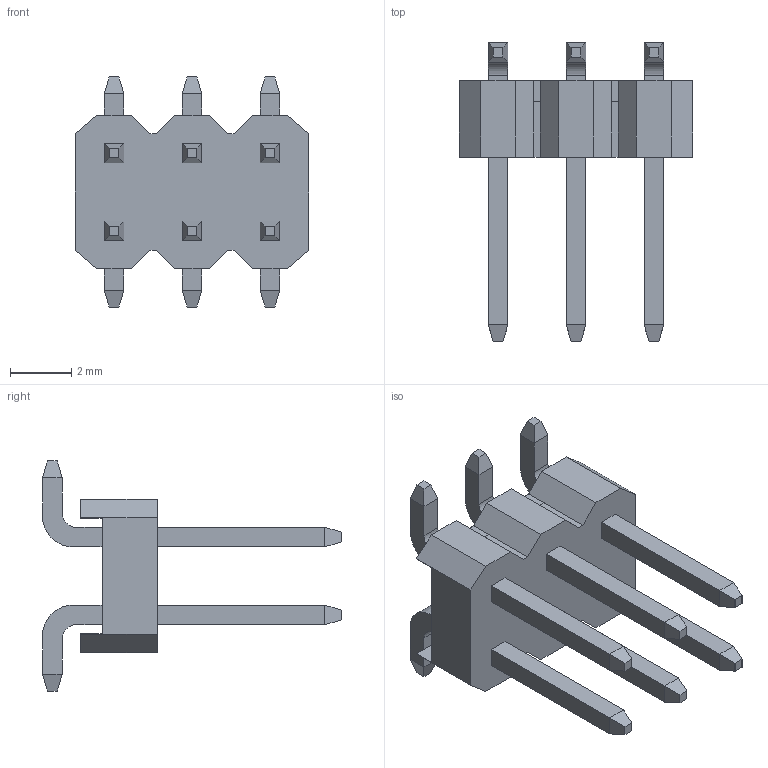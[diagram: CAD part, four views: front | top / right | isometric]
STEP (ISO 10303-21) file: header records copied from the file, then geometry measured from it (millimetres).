
FILE_DESCRIPTION(('STEP AP214'),'1');
FILE_NAME('pin_header_a-sl254-dg-g06mp1.stp','2017-04-01T10:45:08',('TraceParts'),('TraceParts S.A.'),'Spatial InterOp 3D',' ',' ');
FILE_SCHEMA(('automotive_design'));
Length unit declared in the file: millimetre
Products named in the file (1): pin_header_a-sl254-dg-g06mp1
Bounding box: 7.62 x 9.74 x 7.5 mm (x, y, z)
Volume: 91.2 mm3; surface area: 283.7 mm2
Topology: 1 solids, 1 shells, 174 faces, 456 edges, 296 vertices
Faces by surface type: plane 162, cylinder 12
Entity records: 6640 total; most frequent: CARTESIAN_POINT 927, ORIENTED_EDGE 912, DIRECTION 830, EDGE_CURVE 456, LINE 432, VECTOR 432, VERTEX_POINT 296, AXIS2_PLACEMENT_3D 199
